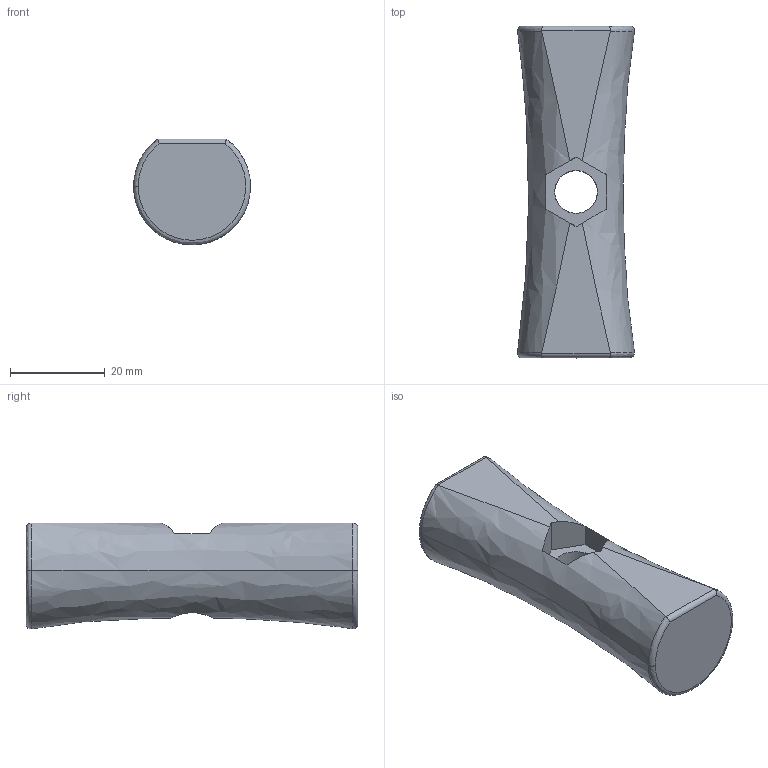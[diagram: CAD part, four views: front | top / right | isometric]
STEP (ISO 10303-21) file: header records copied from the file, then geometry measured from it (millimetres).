
FILE_DESCRIPTION(/* description */ (''),/* implementation_level */ '2;1');
FILE_NAME(/* name */ 'Clamptite Handle.step',/* time_stamp */ '2020-09-16T18:00:46-07:00',/* author */ (''),/* organization */ (''),/* preprocessor_version */ 'ST-DEVELOPER v18.1',/* originating_system */ 'Autodesk Translation Framework v9.3.0.1241',/* authorisation */ '');
FILE_SCHEMA (('AUTOMOTIVE_DESIGN { 1 0 10303 214 3 1 1 }'));
Length unit declared in the file: millimetre
Products named in the file (2): Clamptite Handle; Handle
Assembly tree (1 placements, depth 2):
  Clamptite Handle
    Handle
Bounding box: 24.69 x 70 x 22.34 mm (x, y, z)
Volume: 23732.9 mm3; surface area: 6072.1 mm2
Topology: 1 solids, 1 shells, 20 faces, 53 edges, 35 vertices
Faces by surface type: plane 11, bspline 6, cylinder 3
Full cylindrical faces by diameter (mm): 9 x1
Entity records: 1440 total; most frequent: CARTESIAN_POINT 958, ORIENTED_EDGE 106, DIRECTION 61, EDGE_CURVE 53, VERTEX_POINT 35, B_SPLINE_CURVE_WITH_KNOTS 29, EDGE_LOOP 22, LINE 21
